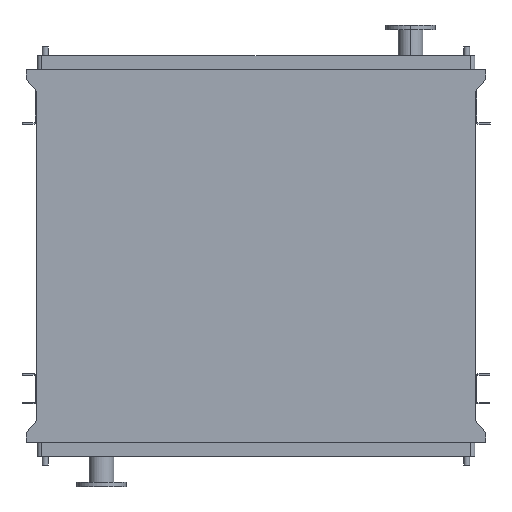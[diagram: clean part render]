
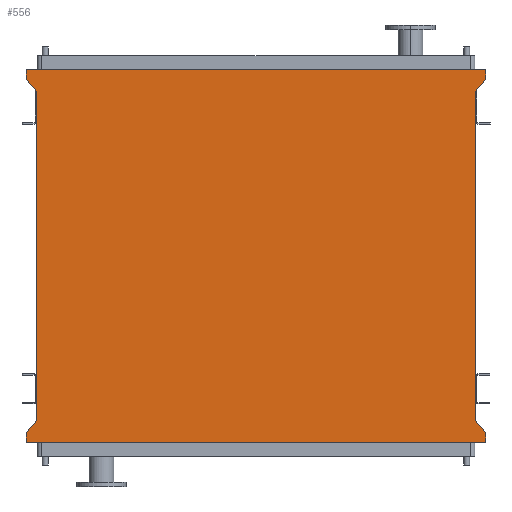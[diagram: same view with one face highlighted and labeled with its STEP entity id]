
A CAD part, front view. The second image highlights one B-rep face of the part: STEP entity #556.
In plain terms, the highlighted planar face has unit normal (0, -1, 0).
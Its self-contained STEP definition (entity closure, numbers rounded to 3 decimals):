
#449 = LINE ( 'NONE', #6802, #2646 ) ;
#464 = LINE ( 'NONE', #1451, #4607 ) ;
#556 = ADVANCED_FACE ( 'NONE', ( #6476 ), #1184, .T. ) ;
#574 = DIRECTION ( 'NONE',  ( 0., 0., 1. ) ) ;
#1184 = PLANE ( 'NONE',  #13786 ) ;
#1325 = DIRECTION ( 'NONE',  ( 0., 0., 1. ) ) ;
#1422 = VECTOR ( 'NONE', #11257, 1000. ) ;
#1451 = CARTESIAN_POINT ( 'NONE',  ( 1011., 0., -1503. ) ) ;
#1460 = ORIENTED_EDGE ( 'NONE', *, *, #3991, .T. ) ;
#1464 = VERTEX_POINT ( 'NONE', #8854 ) ;
#1685 = ORIENTED_EDGE ( 'NONE', *, *, #13043, .F. ) ;
#1922 = VERTEX_POINT ( 'NONE', #11542 ) ;
#2070 = LINE ( 'NONE', #12882, #9501 ) ;
#2609 = DIRECTION ( 'NONE',  ( -0.655, 0., 0.755 ) ) ;
#2646 = VECTOR ( 'NONE', #10016, 1000. ) ;
#2943 = VERTEX_POINT ( 'NONE', #2982 ) ;
#2982 = CARTESIAN_POINT ( 'NONE',  ( 965., 0., 0. ) ) ;
#3038 = CARTESIAN_POINT ( 'NONE',  ( 1011., 0., -1503. ) ) ;
#3190 = DIRECTION ( 'NONE',  ( 0., 0., -1. ) ) ;
#3191 = LINE ( 'NONE', #7554, #10371 ) ;
#3243 = CARTESIAN_POINT ( 'NONE',  ( -1011., 0., -1545. ) ) ;
#3594 = CARTESIAN_POINT ( 'NONE',  ( 1011., 0., 53. ) ) ;
#3669 = CARTESIAN_POINT ( 'NONE',  ( 1011., 0., -1545. ) ) ;
#3991 = EDGE_CURVE ( 'NONE', #1922, #2943, #13394, .T. ) ;
#4215 = ORIENTED_EDGE ( 'NONE', *, *, #5196, .F. ) ;
#4601 = DIRECTION ( 'NONE',  ( 0.655, 0., -0.755 ) ) ;
#4607 = VECTOR ( 'NONE', #4601, 1000. ) ;
#4860 = LINE ( 'NONE', #13525, #4988 ) ;
#4988 = VECTOR ( 'NONE', #574, 1000. ) ;
#5196 = EDGE_CURVE ( 'NONE', #13946, #10147, #8682, .T. ) ;
#5276 = EDGE_CURVE ( 'NONE', #1922, #12357, #464, .T. ) ;
#5534 = ORIENTED_EDGE ( 'NONE', *, *, #7792, .F. ) ;
#5753 = CARTESIAN_POINT ( 'NONE',  ( -965., 0., -1450. ) ) ;
#6196 = EDGE_CURVE ( 'NONE', #8095, #8874, #7969, .T. ) ;
#6463 = CARTESIAN_POINT ( 'NONE',  ( -1011., 0., 95. ) ) ;
#6476 = FACE_OUTER_BOUND ( 'NONE', #7350, .T. ) ;
#6742 = CARTESIAN_POINT ( 'NONE',  ( 1011., 0., 95. ) ) ;
#6802 = CARTESIAN_POINT ( 'NONE',  ( 1011., 0., -1545. ) ) ;
#6847 = EDGE_CURVE ( 'NONE', #1464, #12792, #7900, .T. ) ;
#6969 = LINE ( 'NONE', #5753, #10831 ) ;
#7006 = ORIENTED_EDGE ( 'NONE', *, *, #7888, .F. ) ;
#7350 = EDGE_LOOP ( 'NONE', ( #1460, #5534, #10130, #7518, #10707, #12094, #7006, #11870, #1685, #4215, #11081, #12222 ) ) ;
#7421 = CARTESIAN_POINT ( 'NONE',  ( -1011., 0., -1545. ) ) ;
#7518 = ORIENTED_EDGE ( 'NONE', *, *, #6196, .F. ) ;
#7554 = CARTESIAN_POINT ( 'NONE',  ( 1011., 0., 53. ) ) ;
#7612 = DIRECTION ( 'NONE',  ( -1., 0., 0. ) ) ;
#7655 = VECTOR ( 'NONE', #10232, 1000. ) ;
#7732 = VERTEX_POINT ( 'NONE', #9907 ) ;
#7792 = EDGE_CURVE ( 'NONE', #8222, #2943, #3191, .T. ) ;
#7888 = EDGE_CURVE ( 'NONE', #7732, #1464, #6969, .T. ) ;
#7900 = LINE ( 'NONE', #9184, #9213 ) ;
#7969 = LINE ( 'NONE', #10249, #1422 ) ;
#8095 = VERTEX_POINT ( 'NONE', #6463 ) ;
#8184 = CARTESIAN_POINT ( 'NONE',  ( -1011., 0., 53. ) ) ;
#8222 = VERTEX_POINT ( 'NONE', #3594 ) ;
#8251 = LINE ( 'NONE', #10392, #9567 ) ;
#8317 = DIRECTION ( 'NONE',  ( 0., 0., 1. ) ) ;
#8505 = DIRECTION ( 'NONE',  ( 0., 0., -1. ) ) ;
#8682 = LINE ( 'NONE', #3243, #11229 ) ;
#8854 = CARTESIAN_POINT ( 'NONE',  ( -965., 0., 0. ) ) ;
#8874 = VERTEX_POINT ( 'NONE', #6742 ) ;
#8936 = VERTEX_POINT ( 'NONE', #12989 ) ;
#9184 = CARTESIAN_POINT ( 'NONE',  ( -965., 0., 0. ) ) ;
#9213 = VECTOR ( 'NONE', #2609, 1000. ) ;
#9422 = CARTESIAN_POINT ( 'NONE',  ( -965., 0., -1450. ) ) ;
#9482 = EDGE_CURVE ( 'NONE', #12357, #13946, #449, .T. ) ;
#9501 = VECTOR ( 'NONE', #8505, 1000. ) ;
#9567 = VECTOR ( 'NONE', #8317, 1000. ) ;
#9690 = EDGE_CURVE ( 'NONE', #8874, #8222, #2070, .T. ) ;
#9905 = CARTESIAN_POINT ( 'NONE',  ( -965., 0., -1450. ) ) ;
#9907 = CARTESIAN_POINT ( 'NONE',  ( -965., 0., -1450. ) ) ;
#10016 = DIRECTION ( 'NONE',  ( 0., 0., -1. ) ) ;
#10130 = ORIENTED_EDGE ( 'NONE', *, *, #9690, .F. ) ;
#10147 = VERTEX_POINT ( 'NONE', #7421 ) ;
#10232 = DIRECTION ( 'NONE',  ( 0., 0., 1. ) ) ;
#10249 = CARTESIAN_POINT ( 'NONE',  ( -1011., 0., 95. ) ) ;
#10371 = VECTOR ( 'NONE', #12412, 1000. ) ;
#10392 = CARTESIAN_POINT ( 'NONE',  ( -1011., 0., 53. ) ) ;
#10698 = DIRECTION ( 'NONE',  ( 0., -1., 0. ) ) ;
#10707 = ORIENTED_EDGE ( 'NONE', *, *, #13957, .F. ) ;
#10831 = VECTOR ( 'NONE', #1325, 1000. ) ;
#11021 = CARTESIAN_POINT ( 'NONE',  ( 965., 0., -1450. ) ) ;
#11081 = ORIENTED_EDGE ( 'NONE', *, *, #9482, .F. ) ;
#11229 = VECTOR ( 'NONE', #7612, 1000. ) ;
#11257 = DIRECTION ( 'NONE',  ( 1., 0., 0. ) ) ;
#11542 = CARTESIAN_POINT ( 'NONE',  ( 965., 0., -1450. ) ) ;
#11565 = LINE ( 'NONE', #9422, #14097 ) ;
#11808 = EDGE_CURVE ( 'NONE', #8936, #7732, #11565, .T. ) ;
#11870 = ORIENTED_EDGE ( 'NONE', *, *, #11808, .F. ) ;
#12094 = ORIENTED_EDGE ( 'NONE', *, *, #6847, .F. ) ;
#12222 = ORIENTED_EDGE ( 'NONE', *, *, #5276, .F. ) ;
#12357 = VERTEX_POINT ( 'NONE', #3038 ) ;
#12412 = DIRECTION ( 'NONE',  ( -0.655, 0., -0.755 ) ) ;
#12725 = DIRECTION ( 'NONE',  ( 0.655, 0., 0.755 ) ) ;
#12792 = VERTEX_POINT ( 'NONE', #8184 ) ;
#12882 = CARTESIAN_POINT ( 'NONE',  ( 1011., 0., 95. ) ) ;
#12989 = CARTESIAN_POINT ( 'NONE',  ( -1011., 0., -1503. ) ) ;
#13043 = EDGE_CURVE ( 'NONE', #10147, #8936, #4860, .T. ) ;
#13394 = LINE ( 'NONE', #11021, #7655 ) ;
#13525 = CARTESIAN_POINT ( 'NONE',  ( -1011., 0., -1503. ) ) ;
#13786 = AXIS2_PLACEMENT_3D ( 'NONE', #9905, #10698, #3190 ) ;
#13946 = VERTEX_POINT ( 'NONE', #3669 ) ;
#13957 = EDGE_CURVE ( 'NONE', #12792, #8095, #8251, .T. ) ;
#14097 = VECTOR ( 'NONE', #12725, 1000. ) ;
